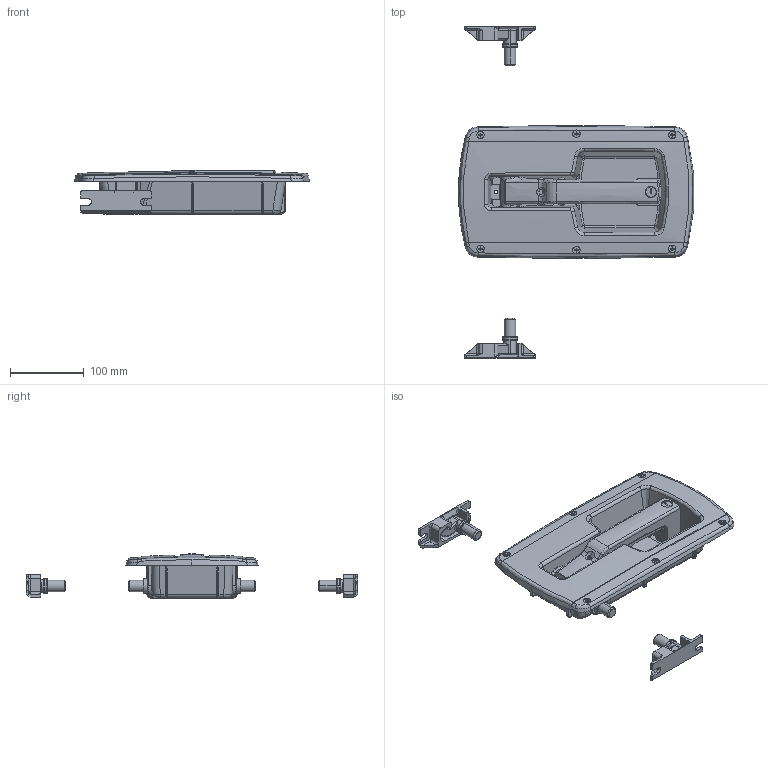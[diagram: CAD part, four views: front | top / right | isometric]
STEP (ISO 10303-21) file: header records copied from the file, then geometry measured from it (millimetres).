
FILE_DESCRIPTION (( 'STEP AP203' ), '1' );
FILE_NAME ('FA-815N-2-B.STEP', '2020-05-22T02:26:47', ( '' ), ( '' ), 'SwSTEP 2.0', 'SolidWorks 2018', '' );
FILE_SCHEMA (( 'CONFIG_CONTROL_DESIGN' ));
Length unit declared in the file: millimetre
Products named in the file (18): FA-815N-2-B_ラッチラチェットシャフト_; FA-815N-2-B; FA-1815-S-1_-2僼僢僋__FA-1815-S-2-R; FA-815N-2-B_僴儞僪儖Assy_; T0230儘乕僞乕_岞奐梡_T儘乕僞乕; FA-1815-S-1_-2僉乕僷乕__L; FA-815N-2-B_トリガー_; FA-1815-S-1_-2僉乕僷乕__R; FA-815N-2-B_ハンドル_; FA-815N-2-B_ストッパー_; FA-815N-2-B_十字穴付皿小ねじ_内径基準ver1.02__M5x7十字穴付皿小ねじ(SUS); FA-815N-2-B_カバー_; FA-1815-S-1_-2僼僢僋__FA-1815-S-2-L; FA-815N-2-B_ボディ_; FA-815N-2-B_僕儑僀儞僩B_; FA-1815-S-1乣2__FA-1815-S-2_; FA-815N-2-B_十字穴付皿小ねじ_内径基準ver1.02__M3x10十字穴付皿小ねじ(SUS); FA-815N-2-B_底板_
Assembly tree (27 placements, depth 3):
  FA-815N-2-B
    FA-815N-2-B_ボディ_
    FA-815N-2-B_僴儞僪儖Assy_
      FA-815N-2-B_ハンドル_
      FA-815N-2-B_トリガー_
      FA-815N-2-B_底板_
      T0230儘乕僞乕_岞奐梡_T儘乕僞乕
      FA-815N-2-B_ストッパー_
      FA-815N-2-B_ラッチラチェットシャフト_  x2
      FA-815N-2-B_十字穴付皿小ねじ_内径基準ver1.02__M3x10十字穴付皿小ねじ(SUS)  x4
    FA-815N-2-B_僕儑僀儞僩B_  x2
    FA-815N-2-B_カバー_
    FA-815N-2-B_十字穴付皿小ねじ_内径基準ver1.02__M5x7十字穴付皿小ねじ(SUS)  x6
    FA-1815-S-1乣2__FA-1815-S-2_
      FA-1815-S-1_-2僉乕僷乕__L
      FA-1815-S-1_-2僼僢僋__FA-1815-S-2-L
      FA-1815-S-1_-2僉乕僷乕__R
      FA-1815-S-1_-2僼僢僋__FA-1815-S-2-R
Bounding box: 318.93 x 450 x 60.04 mm (x, y, z)
Volume: 638183.2 mm3; surface area: 429888.4 mm2
Topology: 25 solids, 25 shells, 1533 faces, 3892 edges, 2436 vertices
Faces by surface type: plane 599, cylinder 521, bspline 181, cone 120, torus 102, sphere 10
Entity records: 69233 total; most frequent: CARTESIAN_POINT 39002, ORIENTED_EDGE 6152, DIRECTION 5594, EDGE_CURVE 3076, AXIS2_PLACEMENT_3D 2133, VERTEX_POINT 1918, EDGE_LOOP 1328, VECTOR 1328
